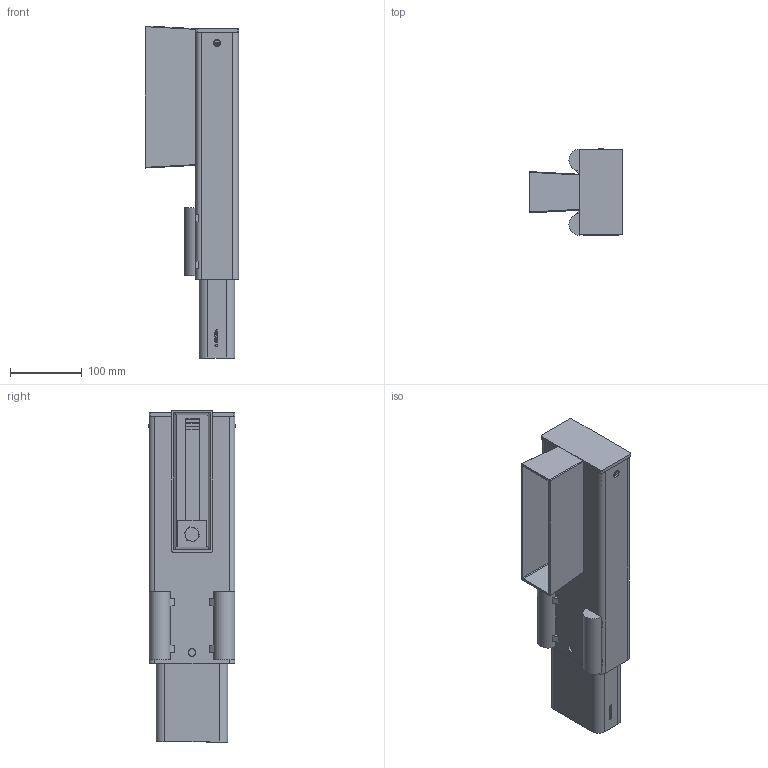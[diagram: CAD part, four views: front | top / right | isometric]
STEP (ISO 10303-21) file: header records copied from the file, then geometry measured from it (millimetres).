
FILE_DESCRIPTION(/* description */ (''),/* implementation_level */ '2;1');
FILE_NAME(/* name */ 'RVK 101.stp',/* time_stamp */ '2016-06-21T14:11:28+02:00',/* author */ ('OEM'),/* organization */ (''),/* preprocessor_version */ 'ST-DEVELOPER v15.2',/* originating_system */ 'Autodesk Inventor 2014',/* authorisation */ '');
FILE_SCHEMA (('CONFIG_CONTROL_DESIGN'));
Length unit declared in the file: millimetre
Products named in the file (9): RVK 101_Welds; RVK 101-1_Ytterrør; RVK 101-2_Innerrør; DIN 933 - M12  x 40; RVK 101-5 Halvrundtstål; TSS 100-4 Plast-lokk; RVK 75P-5 Firkantskive; RVK 75P-3 Plast trau_C; RVK 101
Bounding box: 130 x 122 x 463.67 mm (x, y, z)
Volume: 1144688 mm3; surface area: 519547.9 mm2
Topology: 16 solids, 16 shells, 416 faces, 1036 edges, 670 vertices
Faces by surface type: plane 288, bspline 64, cylinder 55, cone 8, torus 1
Full cylindrical faces by diameter (mm): 8 x2, 10.106 x1, 10.5 x3, 11.053 x1, 12 x1, 14 x1, 17.2 x1
Entity records: 12895 total; most frequent: CARTESIAN_POINT 3161, ORIENTED_EDGE 2036, DIRECTION 1739, EDGE_CURVE 1018, LINE 749, VECTOR 749, VERTEX_POINT 665, AXIS2_PLACEMENT_3D 495
